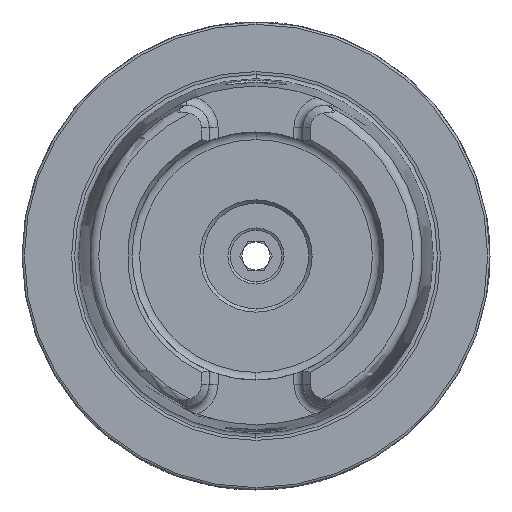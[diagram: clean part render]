
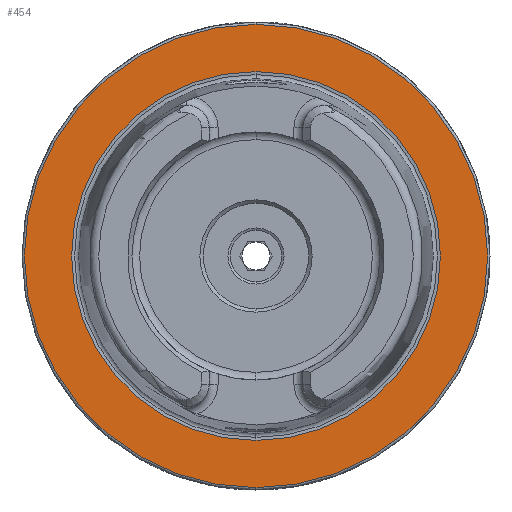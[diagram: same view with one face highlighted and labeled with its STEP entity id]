
A CAD part, left-side view. The second image highlights one B-rep face of the part: STEP entity #454.
In plain terms, the highlighted planar face has unit normal (-1, 0, 0).
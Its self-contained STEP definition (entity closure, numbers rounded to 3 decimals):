
#454 = ADVANCED_FACE ( 'NONE', ( #3256, #3268 ), #4450, .F. ) ;
#725 = EDGE_CURVE ( 'NONE', #2710, #2709, #3610, .T. ) ;
#726 = EDGE_CURVE ( 'NONE', #2707, #2702, #3612, .T. ) ;
#937 = EDGE_CURVE ( 'NONE', #2709, #2710, #7683, .T. ) ;
#941 = EDGE_CURVE ( 'NONE', #2702, #2707, #7687, .T. ) ;
#1586 = ORIENTED_EDGE ( 'NONE', *, *, #726, .F. ) ;
#1587 = ORIENTED_EDGE ( 'NONE', *, *, #941, .F. ) ;
#1588 = ORIENTED_EDGE ( 'NONE', *, *, #937, .T. ) ;
#1589 = ORIENTED_EDGE ( 'NONE', *, *, #725, .T. ) ;
#2702 = VERTEX_POINT ( 'NONE', #9870 ) ;
#2707 = VERTEX_POINT ( 'NONE', #9875 ) ;
#2709 = VERTEX_POINT ( 'NONE', #9877 ) ;
#2710 = VERTEX_POINT ( 'NONE', #9878 ) ;
#3256 = FACE_BOUND ( 'NONE', #10497, .T. ) ;
#3268 = FACE_OUTER_BOUND ( 'NONE', #10496, .T. ) ;
#3610 = CIRCLE ( 'NONE', #5069, 49.5 ) ;
#3612 = CIRCLE ( 'NONE', #5070, 39.405 ) ;
#4450 = PLANE ( 'NONE',  #4934 ) ;
#4452 = CARTESIAN_POINT ( 'NONE',  ( 0., 49.5, 0. ) ) ;
#4458 = DIRECTION ( 'NONE',  ( 1., 0., 0. ) ) ;
#4459 = DIRECTION ( 'NONE',  ( 0., 0., -1. ) ) ;
#4934 = AXIS2_PLACEMENT_3D ( 'NONE', #4452, #4458, #4459 ) ;
#5069 = AXIS2_PLACEMENT_3D ( 'NONE', #6206, #6207, #6208 ) ;
#5070 = AXIS2_PLACEMENT_3D ( 'NONE', #6209, #6210, #6211 ) ;
#5157 = AXIS2_PLACEMENT_3D ( 'NONE', #7342, #7343, #7344 ) ;
#5160 = AXIS2_PLACEMENT_3D ( 'NONE', #7354, #7355, #7356 ) ;
#6206 = CARTESIAN_POINT ( 'NONE',  ( 0., 0., 0. ) ) ;
#6207 = DIRECTION ( 'NONE',  ( -1., 0., 0. ) ) ;
#6208 = DIRECTION ( 'NONE',  ( 0., 0., 1. ) ) ;
#6209 = CARTESIAN_POINT ( 'NONE',  ( 0., 0., 0. ) ) ;
#6210 = DIRECTION ( 'NONE',  ( -1., 0., 0. ) ) ;
#6211 = DIRECTION ( 'NONE',  ( 0., 0., 1. ) ) ;
#7342 = CARTESIAN_POINT ( 'NONE',  ( 0., 0., 0. ) ) ;
#7343 = DIRECTION ( 'NONE',  ( -1., 0., 0. ) ) ;
#7344 = DIRECTION ( 'NONE',  ( 0., 0., 1. ) ) ;
#7354 = CARTESIAN_POINT ( 'NONE',  ( 0., 0., 0. ) ) ;
#7355 = DIRECTION ( 'NONE',  ( -1., 0., 0. ) ) ;
#7356 = DIRECTION ( 'NONE',  ( 0., 0., 1. ) ) ;
#7683 = CIRCLE ( 'NONE', #5157, 49.5 ) ;
#7687 = CIRCLE ( 'NONE', #5160, 39.405 ) ;
#9870 = CARTESIAN_POINT ( 'NONE',  ( 0., 0., -39.405 ) ) ;
#9875 = CARTESIAN_POINT ( 'NONE',  ( 0., 0., 39.405 ) ) ;
#9877 = CARTESIAN_POINT ( 'NONE',  ( 0., 0., 49.5 ) ) ;
#9878 = CARTESIAN_POINT ( 'NONE',  ( 0., 0., -49.5 ) ) ;
#10496 = EDGE_LOOP ( 'NONE', ( #1588, #1589 ) ) ;
#10497 = EDGE_LOOP ( 'NONE', ( #1586, #1587 ) ) ;
